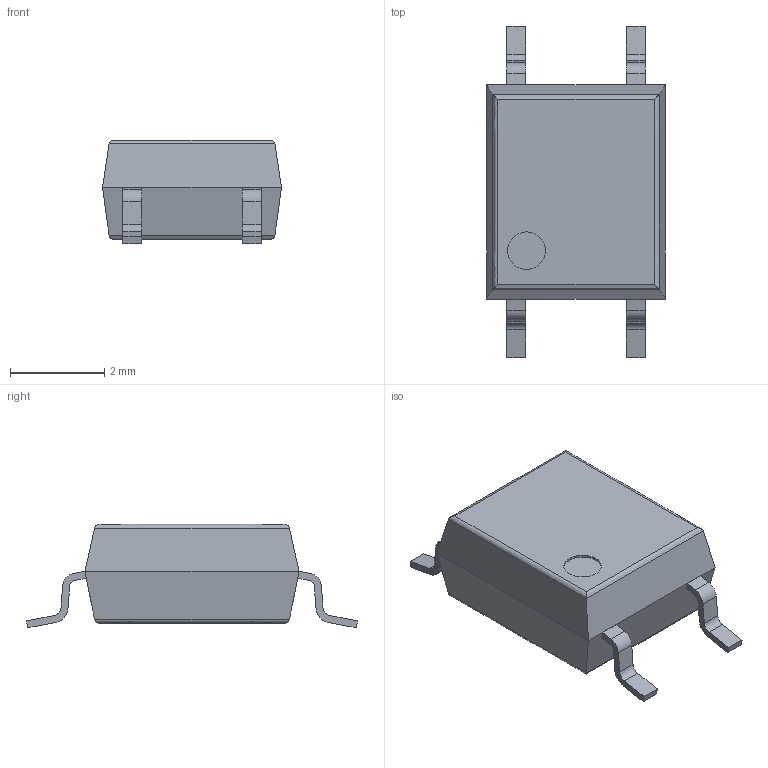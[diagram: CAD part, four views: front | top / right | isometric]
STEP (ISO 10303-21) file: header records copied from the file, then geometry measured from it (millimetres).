
FILE_DESCRIPTION(('FreeCAD Model'),'2;1');
FILE_NAME('SOP-4.step', '2020-07-03T12:26:16',('Author'),(''), 'Open CASCADE STEP processor 7.3','FreeCAD','Unknown');
FILE_SCHEMA(('AUTOMOTIVE_DESIGN { 1 0 10303 214 1 1 1 1 }'));
Length unit declared in the file: millimetre
Products named in the file (1): SOP-4
Bounding box: 3.8 x 7.03 x 2.2 mm (x, y, z)
Volume: 33.6 mm3; surface area: 70.5 mm2
Topology: 1 solids, 1 shells, 74 faces, 194 edges, 128 vertices
Faces by surface type: plane 40, cylinder 18, bspline 16
Full cylindrical faces by diameter (mm): 0.8 x1, 1.4 x1
Entity records: 5870 total; most frequent: CARTESIAN_POINT 1735, DIRECTION 575, ORIENTED_EDGE 388, PCURVE 388, DEFINITIONAL_REPRESENTATION 388, LINE 366, VECTOR 366, EDGE_CURVE 194
